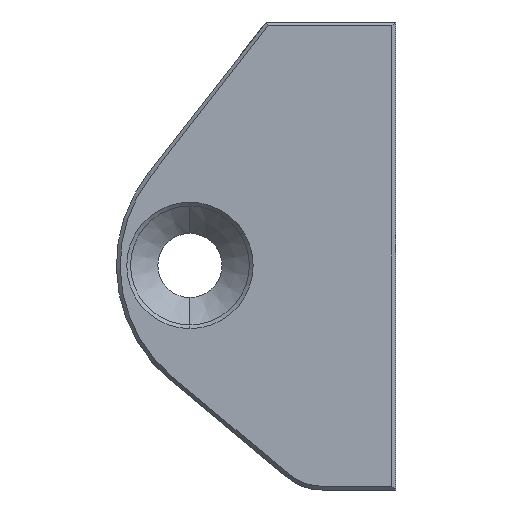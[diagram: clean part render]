
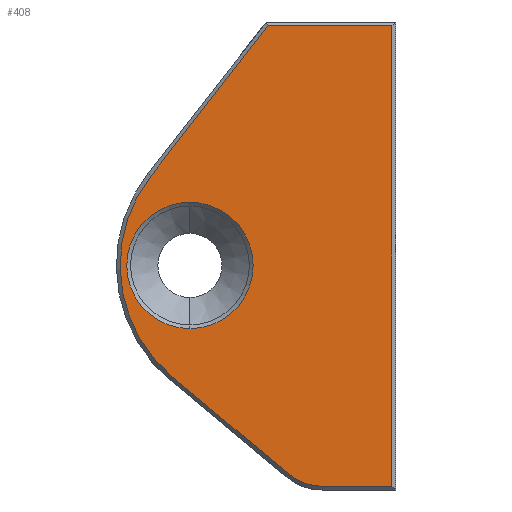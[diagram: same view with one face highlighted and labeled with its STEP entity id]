
A CAD part, left-side view. The second image highlights one B-rep face of the part: STEP entity #408.
In plain terms, the highlighted planar face has unit normal (-1, 0, 0).
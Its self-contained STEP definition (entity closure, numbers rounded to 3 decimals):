
#6 = ORIENTED_EDGE ( 'NONE', *, *, #346, .T. ) ;
#27 = DIRECTION ( 'NONE',  ( -1., 0., 0. ) ) ;
#35 = EDGE_CURVE ( 'NONE', #484, #564, #319, .T. ) ;
#40 = AXIS2_PLACEMENT_3D ( 'NONE', #775, #27, #178 ) ;
#45 = VERTEX_POINT ( 'NONE', #884 ) ;
#76 = CARTESIAN_POINT ( 'NONE',  ( 0., 6.069, 4.738 ) ) ;
#86 = DIRECTION ( 'NONE',  ( 0., 0., -1. ) ) ;
#88 = VECTOR ( 'NONE', #765, 1000. ) ;
#109 = VERTEX_POINT ( 'NONE', #76 ) ;
#115 = DIRECTION ( 'NONE',  ( 1., 0., 0. ) ) ;
#141 = VERTEX_POINT ( 'NONE', #378 ) ;
#146 = VERTEX_POINT ( 'NONE', #684 ) ;
#154 = AXIS2_PLACEMENT_3D ( 'NONE', #671, #304, #86 ) ;
#164 = CIRCLE ( 'NONE', #40, 7.7 ) ;
#176 = LINE ( 'NONE', #700, #295 ) ;
#178 = DIRECTION ( 'NONE',  ( 0., 0., -1. ) ) ;
#188 = CARTESIAN_POINT ( 'NONE',  ( 0., 0., 0. ) ) ;
#194 = DIRECTION ( 'NONE',  ( 0., -0.769, -0.64 ) ) ;
#199 = LINE ( 'NONE', #867, #398 ) ;
#205 = CARTESIAN_POINT ( 'NONE',  ( 0., 6.069, 4.738 ) ) ;
#234 = EDGE_CURVE ( 'NONE', #109, #146, #164, .T. ) ;
#254 = CARTESIAN_POINT ( 'NONE',  ( 0., 4., 0. ) ) ;
#270 = ORIENTED_EDGE ( 'NONE', *, *, #377, .T. ) ;
#280 = CIRCLE ( 'NONE', #890, 3.35 ) ;
#295 = VECTOR ( 'NONE', #763, 1000. ) ;
#304 = DIRECTION ( 'NONE',  ( 1., 0., 0. ) ) ;
#319 = CIRCLE ( 'NONE', #872, 2.7 ) ;
#323 = EDGE_CURVE ( 'NONE', #146, #484, #854, .T. ) ;
#346 = EDGE_CURVE ( 'NONE', #729, #628, #199, .T. ) ;
#351 = DIRECTION ( 'NONE',  ( 0., 1., 0. ) ) ;
#358 = DIRECTION ( 'NONE',  ( 0., 0.615, -0.788 ) ) ;
#371 = VECTOR ( 'NONE', #194, 1000. ) ;
#377 = EDGE_CURVE ( 'NONE', #628, #109, #570, .T. ) ;
#378 = CARTESIAN_POINT ( 'NONE',  ( 0., 4., 3.35 ) ) ;
#382 = DIRECTION ( 'NONE',  ( -1., 0., 0. ) ) ;
#391 = CARTESIAN_POINT ( 'NONE',  ( 0., -3., -9. ) ) ;
#398 = VECTOR ( 'NONE', #351, 1000. ) ;
#404 = CARTESIAN_POINT ( 'NONE',  ( 0., 4., -3.35 ) ) ;
#405 = FACE_BOUND ( 'NONE', #681, .T. ) ;
#408 = ADVANCED_FACE ( 'NONE', ( #633, #405 ), #545, .F. ) ;
#449 = EDGE_CURVE ( 'NONE', #564, #45, #630, .T. ) ;
#484 = VERTEX_POINT ( 'NONE', #639 ) ;
#537 = ORIENTED_EDGE ( 'NONE', *, *, #234, .T. ) ;
#545 = PLANE ( 'NONE',  #733 ) ;
#549 = DIRECTION ( 'NONE',  ( 0., 0., -1. ) ) ;
#564 = VERTEX_POINT ( 'NONE', #800 ) ;
#570 = LINE ( 'NONE', #205, #825 ) ;
#591 = CIRCLE ( 'NONE', #154, 3.35 ) ;
#601 = CARTESIAN_POINT ( 'NONE',  ( 0., -6.7, 12.7 ) ) ;
#602 = DIRECTION ( 'NONE',  ( 0., 0., -1. ) ) ;
#617 = DIRECTION ( 'NONE',  ( 1., 0., 0. ) ) ;
#628 = VERTEX_POINT ( 'NONE', #861 ) ;
#630 = LINE ( 'NONE', #913, #88 ) ;
#633 = FACE_OUTER_BOUND ( 'NONE', #689, .T. ) ;
#639 = CARTESIAN_POINT ( 'NONE',  ( 0., -1.273, -11.076 ) ) ;
#662 = ORIENTED_EDGE ( 'NONE', *, *, #323, .T. ) ;
#671 = CARTESIAN_POINT ( 'NONE',  ( 0., 4., 0. ) ) ;
#681 = EDGE_LOOP ( 'NONE', ( #921, #727 ) ) ;
#684 = CARTESIAN_POINT ( 'NONE',  ( 0., 4.925, -5.919 ) ) ;
#687 = EDGE_CURVE ( 'NONE', #900, #141, #591, .T. ) ;
#689 = EDGE_LOOP ( 'NONE', ( #6, #270, #537, #662, #769, #817, #718 ) ) ;
#700 = CARTESIAN_POINT ( 'NONE',  ( 0., -6.7, 0. ) ) ;
#718 = ORIENTED_EDGE ( 'NONE', *, *, #850, .T. ) ;
#727 = ORIENTED_EDGE ( 'NONE', *, *, #687, .T. ) ;
#729 = VERTEX_POINT ( 'NONE', #601 ) ;
#733 = AXIS2_PLACEMENT_3D ( 'NONE', #188, #617, #549 ) ;
#763 = DIRECTION ( 'NONE',  ( 0., 0., 1. ) ) ;
#765 = DIRECTION ( 'NONE',  ( 0., -1., 0. ) ) ;
#769 = ORIENTED_EDGE ( 'NONE', *, *, #35, .T. ) ;
#770 = DIRECTION ( 'NONE',  ( 0., 0., -1. ) ) ;
#775 = CARTESIAN_POINT ( 'NONE',  ( 0., 0., 0. ) ) ;
#784 = CARTESIAN_POINT ( 'NONE',  ( 0., 4.925, -5.919 ) ) ;
#800 = CARTESIAN_POINT ( 'NONE',  ( 0., -3., -11.7 ) ) ;
#817 = ORIENTED_EDGE ( 'NONE', *, *, #449, .T. ) ;
#825 = VECTOR ( 'NONE', #358, 1000. ) ;
#850 = EDGE_CURVE ( 'NONE', #45, #729, #176, .T. ) ;
#854 = LINE ( 'NONE', #784, #371 ) ;
#861 = CARTESIAN_POINT ( 'NONE',  ( 0., -0.146, 12.7 ) ) ;
#867 = CARTESIAN_POINT ( 'NONE',  ( 0., 0., 12.7 ) ) ;
#872 = AXIS2_PLACEMENT_3D ( 'NONE', #391, #382, #602 ) ;
#875 = EDGE_CURVE ( 'NONE', #141, #900, #280, .T. ) ;
#884 = CARTESIAN_POINT ( 'NONE',  ( 0., -6.7, -11.7 ) ) ;
#890 = AXIS2_PLACEMENT_3D ( 'NONE', #254, #115, #770 ) ;
#900 = VERTEX_POINT ( 'NONE', #404 ) ;
#913 = CARTESIAN_POINT ( 'NONE',  ( 0., 0., -11.7 ) ) ;
#921 = ORIENTED_EDGE ( 'NONE', *, *, #875, .T. ) ;
